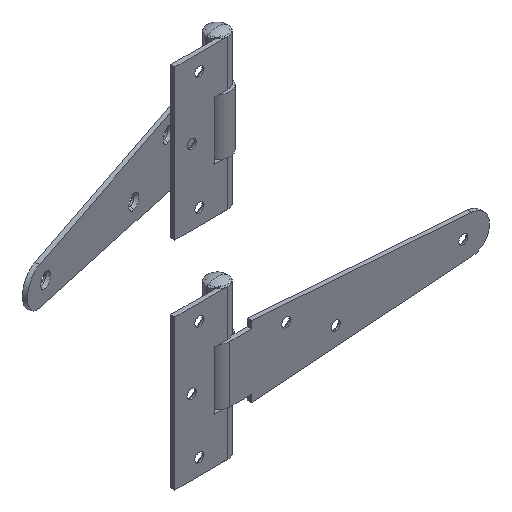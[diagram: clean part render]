
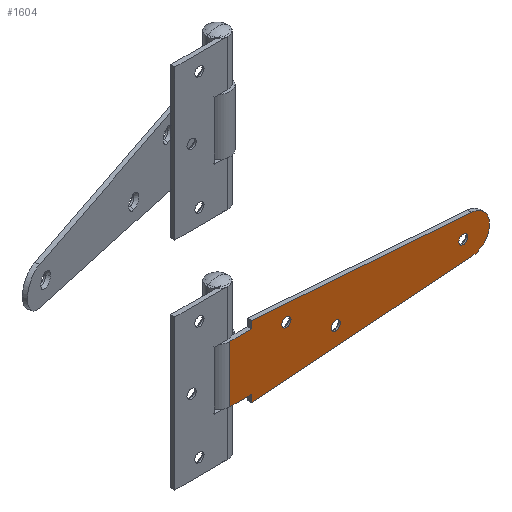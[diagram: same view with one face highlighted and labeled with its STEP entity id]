
A CAD part, isometric view. The second image highlights one B-rep face of the part: STEP entity #1604.
In plain terms, the highlighted planar face has unit normal (0, -1, 0).
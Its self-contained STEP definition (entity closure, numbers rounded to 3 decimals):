
#30 = ORIENTED_EDGE ( 'NONE', *, *, #615, .F. ) ;
#37 = DIRECTION ( 'NONE',  ( 0., -1., 0. ) ) ;
#57 = DIRECTION ( 'NONE',  ( 1., 0., 0. ) ) ;
#70 = CIRCLE ( 'NONE', #1250, 2.75 ) ;
#71 = AXIS2_PLACEMENT_3D ( 'NONE', #2023, #729, #2180 ) ;
#73 = VECTOR ( 'NONE', #2320, 1000. ) ;
#129 = EDGE_CURVE ( 'NONE', #773, #296, #1993, .T. ) ;
#130 = FACE_BOUND ( 'NONE', #356, .T. ) ;
#185 = CARTESIAN_POINT ( 'NONE',  ( -143., 0., 17. ) ) ;
#196 = CIRCLE ( 'NONE', #307, 11.5 ) ;
#204 = AXIS2_PLACEMENT_3D ( 'NONE', #1292, #37, #57 ) ;
#215 = CARTESIAN_POINT ( 'NONE',  ( -18.5, 0., 0. ) ) ;
#218 = CARTESIAN_POINT ( 'NONE',  ( -156., 0., 17. ) ) ;
#228 = VERTEX_POINT ( 'NONE', #1890 ) ;
#239 = DIRECTION ( 'NONE',  ( 1., 0., 0. ) ) ;
#243 = CIRCLE ( 'NONE', #204, 2.75 ) ;
#253 = EDGE_CURVE ( 'NONE', #228, #2062, #243, .T. ) ;
#257 = VECTOR ( 'NONE', #2194, 1000. ) ;
#268 = EDGE_CURVE ( 'NONE', #508, #1228, #374, .T. ) ;
#296 = VERTEX_POINT ( 'NONE', #1113 ) ;
#307 = AXIS2_PLACEMENT_3D ( 'NONE', #1359, #608, #948 ) ;
#334 = VERTEX_POINT ( 'NONE', #578 ) ;
#348 = CARTESIAN_POINT ( 'NONE',  ( 2.385, 0., -10.493 ) ) ;
#356 = EDGE_LOOP ( 'NONE', ( #1884, #1477 ) ) ;
#366 = CIRCLE ( 'NONE', #71, 2.75 ) ;
#374 = LINE ( 'NONE', #1865, #1200 ) ;
#397 = ORIENTED_EDGE ( 'NONE', *, *, #1458, .F. ) ;
#423 = CARTESIAN_POINT ( 'NONE',  ( -163.5, 0., 17. ) ) ;
#457 = CIRCLE ( 'NONE', #2299, 2.75 ) ;
#467 = CARTESIAN_POINT ( 'NONE',  ( -15.75, 0., 0. ) ) ;
#508 = VERTEX_POINT ( 'NONE', #218 ) ;
#512 = DIRECTION ( 'NONE',  ( 1., 0., 0. ) ) ;
#515 = CARTESIAN_POINT ( 'NONE',  ( 0., 0., 21.375 ) ) ;
#522 = EDGE_LOOP ( 'NONE', ( #397, #547 ) ) ;
#523 = DIRECTION ( 'NONE',  ( 0., 0., 1. ) ) ;
#535 = CARTESIAN_POINT ( 'NONE',  ( -0.797, 0., 10.731 ) ) ;
#538 = EDGE_LOOP ( 'NONE', ( #894, #763 ) ) ;
#547 = ORIENTED_EDGE ( 'NONE', *, *, #253, .F. ) ;
#578 = CARTESIAN_POINT ( 'NONE',  ( -143., 0., 21.375 ) ) ;
#589 = VERTEX_POINT ( 'NONE', #1497 ) ;
#608 = DIRECTION ( 'NONE',  ( 0., -1., 0. ) ) ;
#610 = CARTESIAN_POINT ( 'NONE',  ( -143., 0., -21.375 ) ) ;
#615 = EDGE_CURVE ( 'NONE', #773, #1502, #1303, .T. ) ;
#658 = ORIENTED_EDGE ( 'NONE', *, *, #1516, .T. ) ;
#684 = VECTOR ( 'NONE', #239, 1000. ) ;
#692 = CARTESIAN_POINT ( 'NONE',  ( -15.75, 0., 0. ) ) ;
#729 = DIRECTION ( 'NONE',  ( 0., -1., 0. ) ) ;
#730 = ORIENTED_EDGE ( 'NONE', *, *, #2056, .F. ) ;
#738 = CARTESIAN_POINT ( 'NONE',  ( -163.5, 0., -17. ) ) ;
#763 = ORIENTED_EDGE ( 'NONE', *, *, #2037, .F. ) ;
#773 = VERTEX_POINT ( 'NONE', #610 ) ;
#860 = FACE_OUTER_BOUND ( 'NONE', #1427, .T. ) ;
#894 = ORIENTED_EDGE ( 'NONE', *, *, #1977, .F. ) ;
#948 = DIRECTION ( 'NONE',  ( -1., 0., 0. ) ) ;
#958 = EDGE_CURVE ( 'NONE', #1502, #1228, #1845, .T. ) ;
#1027 = FACE_BOUND ( 'NONE', #522, .T. ) ;
#1035 = VERTEX_POINT ( 'NONE', #215 ) ;
#1036 = DIRECTION ( 'NONE',  ( 1., 0., 0. ) ) ;
#1071 = EDGE_CURVE ( 'NONE', #508, #2117, #1324, .T. ) ;
#1082 = EDGE_CURVE ( 'NONE', #1290, #1822, #457, .T. ) ;
#1112 = EDGE_CURVE ( 'NONE', #296, #589, #196, .T. ) ;
#1113 = CARTESIAN_POINT ( 'NONE',  ( -10.642, 0., -11.468 ) ) ;
#1130 = ORIENTED_EDGE ( 'NONE', *, *, #129, .T. ) ;
#1145 = AXIS2_PLACEMENT_3D ( 'NONE', #515, #2344, #1231 ) ;
#1155 = DIRECTION ( 'NONE',  ( 0., -1., 0. ) ) ;
#1200 = VECTOR ( 'NONE', #2041, 1000. ) ;
#1228 = VERTEX_POINT ( 'NONE', #1363 ) ;
#1231 = DIRECTION ( 'NONE',  ( -1., 0., 0. ) ) ;
#1243 = VECTOR ( 'NONE', #523, 1000. ) ;
#1249 = DIRECTION ( 'NONE',  ( 0., -1., 0. ) ) ;
#1250 = AXIS2_PLACEMENT_3D ( 'NONE', #1768, #1249, #2139 ) ;
#1290 = VERTEX_POINT ( 'NONE', #2157 ) ;
#1292 = CARTESIAN_POINT ( 'NONE',  ( -122., 0., 10. ) ) ;
#1303 = LINE ( 'NONE', #2026, #1243 ) ;
#1324 = LINE ( 'NONE', #423, #684 ) ;
#1337 = AXIS2_PLACEMENT_3D ( 'NONE', #467, #1423, #1036 ) ;
#1359 = CARTESIAN_POINT ( 'NONE',  ( -11.5, 0., 0. ) ) ;
#1363 = CARTESIAN_POINT ( 'NONE',  ( -156., 0., -17. ) ) ;
#1423 = DIRECTION ( 'NONE',  ( 0., -1., 0. ) ) ;
#1427 = EDGE_LOOP ( 'NONE', ( #1130, #2341, #658, #730, #1763, #2121, #1990, #30 ) ) ;
#1434 = LINE ( 'NONE', #1947, #73 ) ;
#1453 = LINE ( 'NONE', #535, #257 ) ;
#1458 = EDGE_CURVE ( 'NONE', #2062, #228, #366, .T. ) ;
#1477 = ORIENTED_EDGE ( 'NONE', *, *, #2070, .F. ) ;
#1497 = CARTESIAN_POINT ( 'NONE',  ( -10.642, 0., 11.468 ) ) ;
#1502 = VERTEX_POINT ( 'NONE', #1625 ) ;
#1516 = EDGE_CURVE ( 'NONE', #589, #334, #1453, .T. ) ;
#1529 = CARTESIAN_POINT ( 'NONE',  ( -92.314, 0., -6.5 ) ) ;
#1604 = ADVANCED_FACE ( 'NONE', ( #1027, #130, #1611, #860 ), #1780, .F. ) ;
#1611 = FACE_BOUND ( 'NONE', #538, .T. ) ;
#1625 = CARTESIAN_POINT ( 'NONE',  ( -143., 0., -17. ) ) ;
#1633 = CIRCLE ( 'NONE', #2168, 2.75 ) ;
#1662 = DIRECTION ( 'NONE',  ( -1., 0., 0. ) ) ;
#1670 = CIRCLE ( 'NONE', #1337, 2.75 ) ;
#1714 = VECTOR ( 'NONE', #1779, 1000. ) ;
#1720 = VERTEX_POINT ( 'NONE', #2175 ) ;
#1722 = DIRECTION ( 'NONE',  ( 1., 0., 0. ) ) ;
#1763 = ORIENTED_EDGE ( 'NONE', *, *, #1071, .F. ) ;
#1768 = CARTESIAN_POINT ( 'NONE',  ( -92.314, 0., -6.5 ) ) ;
#1779 = DIRECTION ( 'NONE',  ( 0.997, 0., 0.075 ) ) ;
#1780 = PLANE ( 'NONE',  #1145 ) ;
#1822 = VERTEX_POINT ( 'NONE', #2082 ) ;
#1845 = LINE ( 'NONE', #738, #2179 ) ;
#1865 = CARTESIAN_POINT ( 'NONE',  ( -156., 0., 21.375 ) ) ;
#1884 = ORIENTED_EDGE ( 'NONE', *, *, #1082, .F. ) ;
#1890 = CARTESIAN_POINT ( 'NONE',  ( -124.75, 0., 10. ) ) ;
#1947 = CARTESIAN_POINT ( 'NONE',  ( -143., 0., 21.375 ) ) ;
#1977 = EDGE_CURVE ( 'NONE', #1720, #1035, #1670, .T. ) ;
#1990 = ORIENTED_EDGE ( 'NONE', *, *, #958, .F. ) ;
#1993 = LINE ( 'NONE', #348, #1714 ) ;
#2023 = CARTESIAN_POINT ( 'NONE',  ( -122., 0., 10. ) ) ;
#2026 = CARTESIAN_POINT ( 'NONE',  ( -143., 0., -21.375 ) ) ;
#2037 = EDGE_CURVE ( 'NONE', #1035, #1720, #1633, .T. ) ;
#2041 = DIRECTION ( 'NONE',  ( 0., 0., -1. ) ) ;
#2056 = EDGE_CURVE ( 'NONE', #2117, #334, #1434, .T. ) ;
#2062 = VERTEX_POINT ( 'NONE', #2333 ) ;
#2070 = EDGE_CURVE ( 'NONE', #1822, #1290, #70, .T. ) ;
#2082 = CARTESIAN_POINT ( 'NONE',  ( -95.064, 0., -6.5 ) ) ;
#2117 = VERTEX_POINT ( 'NONE', #185 ) ;
#2121 = ORIENTED_EDGE ( 'NONE', *, *, #268, .T. ) ;
#2128 = DIRECTION ( 'NONE',  ( 0., -1., 0. ) ) ;
#2139 = DIRECTION ( 'NONE',  ( 1., 0., 0. ) ) ;
#2157 = CARTESIAN_POINT ( 'NONE',  ( -89.564, 0., -6.5 ) ) ;
#2168 = AXIS2_PLACEMENT_3D ( 'NONE', #692, #2128, #512 ) ;
#2175 = CARTESIAN_POINT ( 'NONE',  ( -13., 0., 0. ) ) ;
#2179 = VECTOR ( 'NONE', #1662, 1000. ) ;
#2180 = DIRECTION ( 'NONE',  ( 1., 0., 0. ) ) ;
#2194 = DIRECTION ( 'NONE',  ( -0.997, 0., 0.075 ) ) ;
#2299 = AXIS2_PLACEMENT_3D ( 'NONE', #1529, #1155, #1722 ) ;
#2320 = DIRECTION ( 'NONE',  ( 0., 0., 1. ) ) ;
#2333 = CARTESIAN_POINT ( 'NONE',  ( -119.25, 0., 10. ) ) ;
#2341 = ORIENTED_EDGE ( 'NONE', *, *, #1112, .T. ) ;
#2344 = DIRECTION ( 'NONE',  ( 0., 1., 0. ) ) ;
